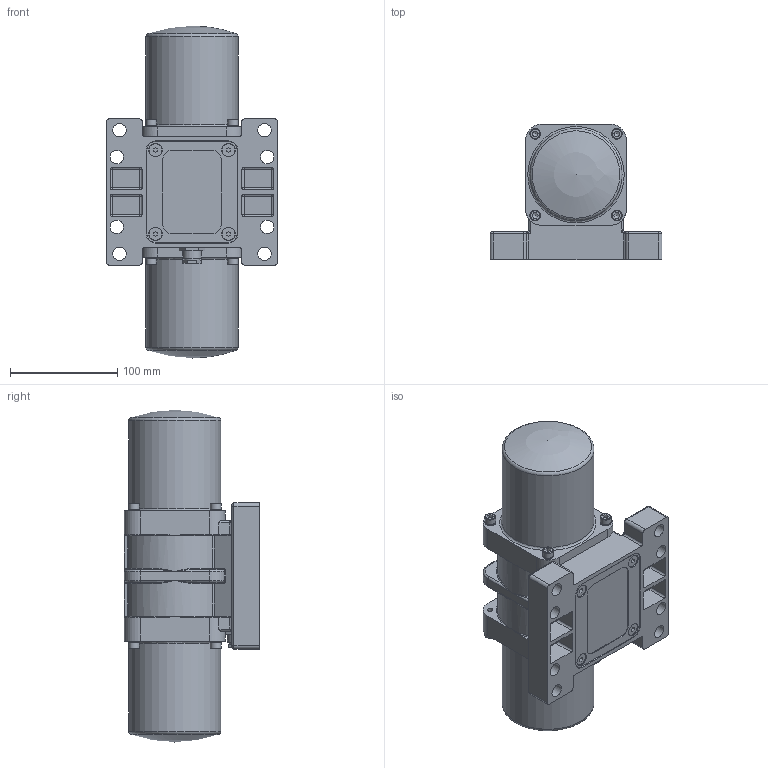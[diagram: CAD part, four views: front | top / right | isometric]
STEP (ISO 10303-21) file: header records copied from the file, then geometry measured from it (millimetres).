
FILE_DESCRIPTION((''),'2;1');
FILE_NAME('A11-4,4-12V nativ.stp','2010-03-06T17:58:02',('Doris'),(''),'Autodesk Inventor 2008','Autodesk Inventor 2008','');
FILE_SCHEMA(('AUTOMOTIVE_DESIGN { 1 0 10303 214 1 1 1 1 }'));
Length unit declared in the file: millimetre
Products named in the file (1): A11-4,4-12V nativ
Bounding box: 160 x 126 x 309 mm (x, y, z)
Volume: 707702.7 mm3; surface area: 336280.8 mm2
Topology: 1 solids, 13 shells, 858 faces, 1970 edges, 1206 vertices
Faces by surface type: plane 319, cylinder 316, bspline 127, cone 46, torus 38, sphere 12
Full cylindrical faces by diameter (mm): 3.242 x3, 4.917 x16, 6 x12, 6.4 x8, 6.5 x4, 6.6 x8, 7 x13, 7.5 x4, 10 x18, 12 x5, 12.5 x16, 14 x2, 14.376 x1, 15.6 x2, 17 x1, 31 x2, 35 x2, 82.8 x2, 83.2 x2, 85 x3, 85.7 x2, 87 x1, 87.5 x2
Entity records: 29584 total; most frequent: CARTESIAN_POINT 10924, DIRECTION 3800, ORIENTED_EDGE 3268, EDGE_CURVE 1634, AXIS2_PLACEMENT_3D 1555, EDGE_LOOP 1213, VERTEX_POINT 1103, STYLED_ITEM 858
